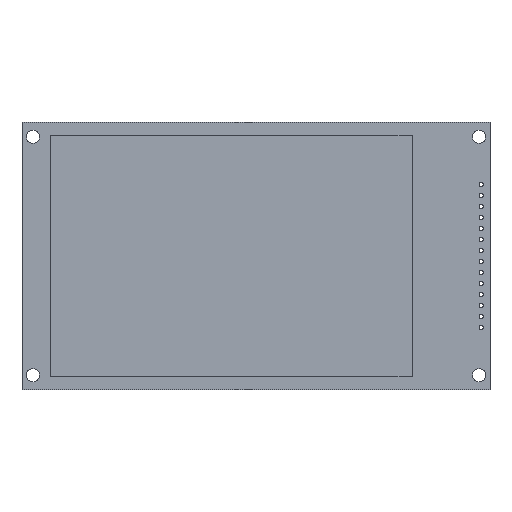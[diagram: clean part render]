
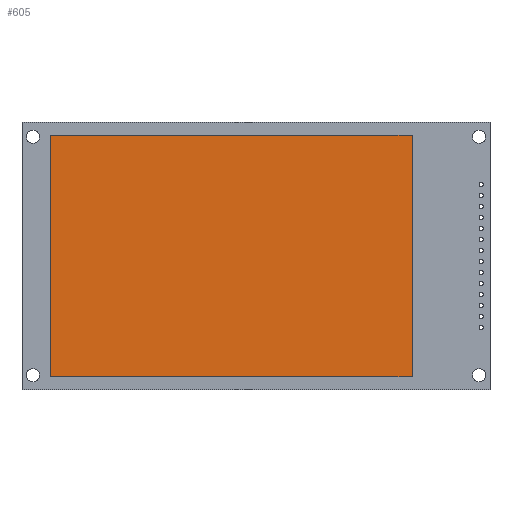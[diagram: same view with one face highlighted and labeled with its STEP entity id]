
A CAD part, top view. The second image highlights one B-rep face of the part: STEP entity #605.
In plain terms, the highlighted planar face has unit normal (0, 0, 1).
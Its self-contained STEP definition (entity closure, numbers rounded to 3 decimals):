
#57=PLANE('',#684);
#86=FACE_OUTER_BOUND('',#115,.T.);
#115=EDGE_LOOP('',(#497,#498,#499,#500));
#179=LINE('',#981,#221);
#182=LINE('',#987,#224);
#185=LINE('',#993,#227);
#188=LINE('',#997,#230);
#221=VECTOR('',#823,10.);
#224=VECTOR('',#828,10.);
#227=VECTOR('',#833,10.);
#230=VECTOR('',#838,10.);
#317=VERTEX_POINT('',#978);
#318=VERTEX_POINT('',#980);
#320=VERTEX_POINT('',#986);
#322=VERTEX_POINT('',#992);
#387=EDGE_CURVE('',#318,#317,#179,.T.);
#390=EDGE_CURVE('',#320,#318,#182,.T.);
#393=EDGE_CURVE('',#322,#320,#185,.T.);
#396=EDGE_CURVE('',#317,#322,#188,.T.);
#497=ORIENTED_EDGE('',*,*,#396,.T.);
#498=ORIENTED_EDGE('',*,*,#393,.T.);
#499=ORIENTED_EDGE('',*,*,#390,.T.);
#500=ORIENTED_EDGE('',*,*,#387,.T.);
#605=ADVANCED_FACE('',(#86),#57,.T.);
#684=AXIS2_PLACEMENT_3D('',#998,#839,#840);
#823=DIRECTION('',(-1.,0.,0.));
#828=DIRECTION('',(0.,1.,0.));
#833=DIRECTION('',(1.,0.,0.));
#838=DIRECTION('',(0.,-1.,0.));
#839=DIRECTION('center_axis',(0.,0.,1.));
#840=DIRECTION('ref_axis',(1.,0.,0.));
#978=CARTESIAN_POINT('',(6.52,58.71,3.2));
#980=CARTESIAN_POINT('',(90.04,58.71,3.2));
#981=CARTESIAN_POINT('',(90.04,58.71,3.2));
#986=CARTESIAN_POINT('',(90.04,3.03,3.2));
#987=CARTESIAN_POINT('',(90.04,3.03,3.2));
#992=CARTESIAN_POINT('',(6.52,3.03,3.2));
#993=CARTESIAN_POINT('',(6.52,3.03,3.2));
#997=CARTESIAN_POINT('',(6.52,58.71,3.2));
#998=CARTESIAN_POINT('Origin',(48.28,30.87,3.2));
